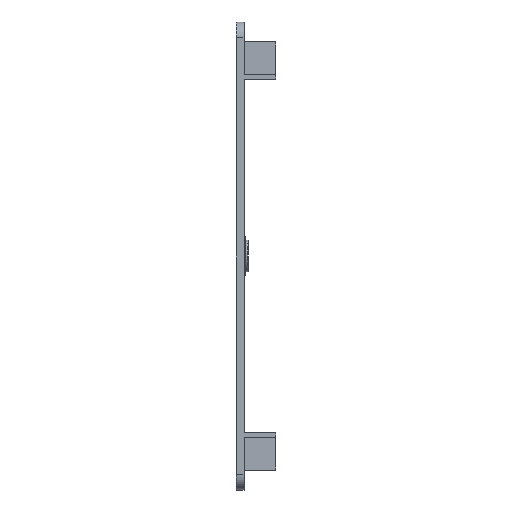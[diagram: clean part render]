
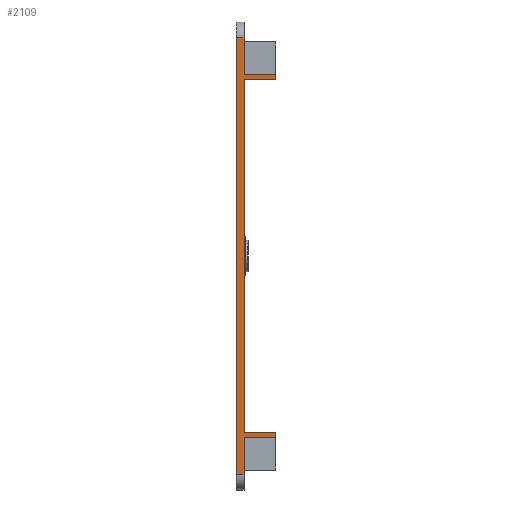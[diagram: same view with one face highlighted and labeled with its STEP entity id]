
A CAD part, left-side view. The second image highlights one B-rep face of the part: STEP entity #2109.
In plain terms, the highlighted planar face has unit normal (-1, 0, 0).
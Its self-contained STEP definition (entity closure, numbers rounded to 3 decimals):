
#4 = VECTOR ( 'NONE', #597, 1000. ) ;
#10 = DIRECTION ( 'NONE',  ( 0., 0., -1. ) ) ;
#40 = EDGE_LOOP ( 'NONE', ( #2293, #119, #1931, #375, #836, #1864, #1533, #1387, #1211, #1832, #1750, #1780 ) ) ;
#55 = VERTEX_POINT ( 'NONE', #505 ) ;
#77 = LINE ( 'NONE', #977, #1455 ) ;
#114 = CARTESIAN_POINT ( 'NONE',  ( -386.431, -2.172, 294. ) ) ;
#119 = ORIENTED_EDGE ( 'NONE', *, *, #567, .T. ) ;
#131 = DIRECTION ( 'NONE',  ( 0., 0., 1. ) ) ;
#144 = CARTESIAN_POINT ( 'NONE',  ( -386.431, -42.172, -227.92 ) ) ;
#156 = DIRECTION ( 'NONE',  ( 0., 1., 0. ) ) ;
#171 = CARTESIAN_POINT ( 'NONE',  ( -386.431, -42.172, -221.92 ) ) ;
#187 = VECTOR ( 'NONE', #1892, 1000. ) ;
#194 = CARTESIAN_POINT ( 'NONE',  ( -386.431, 7.828, 294. ) ) ;
#231 = LINE ( 'NONE', #1464, #377 ) ;
#238 = VERTEX_POINT ( 'NONE', #1932 ) ;
#243 = VECTOR ( 'NONE', #10, 1000. ) ;
#246 = EDGE_CURVE ( 'NONE', #1584, #1152, #327, .T. ) ;
#259 = LINE ( 'NONE', #114, #1155 ) ;
#281 = LINE ( 'NONE', #811, #2288 ) ;
#317 = VECTOR ( 'NONE', #156, 1000. ) ;
#327 = LINE ( 'NONE', #865, #413 ) ;
#335 = VERTEX_POINT ( 'NONE', #171 ) ;
#353 = EDGE_CURVE ( 'NONE', #1622, #1664, #1813, .T. ) ;
#375 = ORIENTED_EDGE ( 'NONE', *, *, #909, .F. ) ;
#377 = VECTOR ( 'NONE', #1679, 1000. ) ;
#384 = CARTESIAN_POINT ( 'NONE',  ( -386.431, 7.828, 274. ) ) ;
#387 = CARTESIAN_POINT ( 'NONE',  ( -386.431, -42.172, 227.92 ) ) ;
#413 = VECTOR ( 'NONE', #1729, 1000. ) ;
#458 = DIRECTION ( 'NONE',  ( 0., 0., 1. ) ) ;
#464 = DIRECTION ( 'NONE',  ( 0., 0., 1. ) ) ;
#505 = CARTESIAN_POINT ( 'NONE',  ( -386.431, 7.828, -274. ) ) ;
#550 = DIRECTION ( 'NONE',  ( 0., 1., 0. ) ) ;
#567 = EDGE_CURVE ( 'NONE', #55, #2198, #77, .T. ) ;
#595 = EDGE_CURVE ( 'NONE', #1152, #1135, #1365, .T. ) ;
#597 = DIRECTION ( 'NONE',  ( 0., 1., 0. ) ) ;
#630 = LINE ( 'NONE', #144, #992 ) ;
#634 = VERTEX_POINT ( 'NONE', #2071 ) ;
#708 = VECTOR ( 'NONE', #550, 1000. ) ;
#718 = CARTESIAN_POINT ( 'NONE',  ( -386.431, -2.172, 274. ) ) ;
#796 = CARTESIAN_POINT ( 'NONE',  ( -386.431, -2.172, -274. ) ) ;
#811 = CARTESIAN_POINT ( 'NONE',  ( -386.431, -2.172, 294. ) ) ;
#836 = ORIENTED_EDGE ( 'NONE', *, *, #1547, .T. ) ;
#860 = AXIS2_PLACEMENT_3D ( 'NONE', #194, #1035, #2135 ) ;
#865 = CARTESIAN_POINT ( 'NONE',  ( -386.431, -42.172, 227.92 ) ) ;
#909 = EDGE_CURVE ( 'NONE', #1040, #238, #1638, .T. ) ;
#926 = CARTESIAN_POINT ( 'NONE',  ( -386.431, -2.172, 227.92 ) ) ;
#949 = CARTESIAN_POINT ( 'NONE',  ( -386.431, -42.172, -227.92 ) ) ;
#977 = CARTESIAN_POINT ( 'NONE',  ( -386.431, 7.828, -274. ) ) ;
#992 = VECTOR ( 'NONE', #464, 1000. ) ;
#996 = EDGE_CURVE ( 'NONE', #634, #1664, #281, .T. ) ;
#1035 = DIRECTION ( 'NONE',  ( 1., 0., 0. ) ) ;
#1040 = VERTEX_POINT ( 'NONE', #1192 ) ;
#1112 = EDGE_CURVE ( 'NONE', #2198, #238, #259, .T. ) ;
#1135 = VERTEX_POINT ( 'NONE', #718 ) ;
#1152 = VERTEX_POINT ( 'NONE', #926 ) ;
#1155 = VECTOR ( 'NONE', #458, 1000. ) ;
#1168 = CARTESIAN_POINT ( 'NONE',  ( -386.431, -2.172, 294. ) ) ;
#1192 = CARTESIAN_POINT ( 'NONE',  ( -386.431, -42.172, -227.92 ) ) ;
#1211 = ORIENTED_EDGE ( 'NONE', *, *, #1600, .F. ) ;
#1226 = LINE ( 'NONE', #1265, #243 ) ;
#1265 = CARTESIAN_POINT ( 'NONE',  ( -386.431, -42.172, 227.92 ) ) ;
#1355 = LINE ( 'NONE', #2069, #1492 ) ;
#1365 = LINE ( 'NONE', #1168, #187 ) ;
#1387 = ORIENTED_EDGE ( 'NONE', *, *, #353, .F. ) ;
#1432 = CARTESIAN_POINT ( 'NONE',  ( -386.431, -42.172, 221.92 ) ) ;
#1450 = PLANE ( 'NONE',  #860 ) ;
#1455 = VECTOR ( 'NONE', #2058, 1000. ) ;
#1464 = CARTESIAN_POINT ( 'NONE',  ( -386.431, 7.828, 274. ) ) ;
#1492 = VECTOR ( 'NONE', #131, 1000. ) ;
#1533 = ORIENTED_EDGE ( 'NONE', *, *, #996, .T. ) ;
#1547 = EDGE_CURVE ( 'NONE', #1040, #335, #630, .T. ) ;
#1584 = VERTEX_POINT ( 'NONE', #387 ) ;
#1600 = EDGE_CURVE ( 'NONE', #1584, #1622, #1226, .T. ) ;
#1619 = EDGE_CURVE ( 'NONE', #335, #634, #1989, .T. ) ;
#1622 = VERTEX_POINT ( 'NONE', #1965 ) ;
#1632 = CARTESIAN_POINT ( 'NONE',  ( -386.431, -2.172, 221.92 ) ) ;
#1638 = LINE ( 'NONE', #949, #4 ) ;
#1664 = VERTEX_POINT ( 'NONE', #1632 ) ;
#1679 = DIRECTION ( 'NONE',  ( 0., 1., 0. ) ) ;
#1729 = DIRECTION ( 'NONE',  ( 0., 1., 0. ) ) ;
#1748 = EDGE_CURVE ( 'NONE', #1135, #2287, #231, .T. ) ;
#1750 = ORIENTED_EDGE ( 'NONE', *, *, #595, .T. ) ;
#1769 = FACE_OUTER_BOUND ( 'NONE', #40, .T. ) ;
#1780 = ORIENTED_EDGE ( 'NONE', *, *, #1748, .T. ) ;
#1784 = CARTESIAN_POINT ( 'NONE',  ( -386.431, -42.172, -221.92 ) ) ;
#1813 = LINE ( 'NONE', #1432, #708 ) ;
#1832 = ORIENTED_EDGE ( 'NONE', *, *, #246, .T. ) ;
#1864 = ORIENTED_EDGE ( 'NONE', *, *, #1619, .T. ) ;
#1892 = DIRECTION ( 'NONE',  ( 0., 0., 1. ) ) ;
#1895 = EDGE_CURVE ( 'NONE', #55, #2287, #1355, .T. ) ;
#1931 = ORIENTED_EDGE ( 'NONE', *, *, #1112, .T. ) ;
#1932 = CARTESIAN_POINT ( 'NONE',  ( -386.431, -2.172, -227.92 ) ) ;
#1965 = CARTESIAN_POINT ( 'NONE',  ( -386.431, -42.172, 221.92 ) ) ;
#1989 = LINE ( 'NONE', #1784, #317 ) ;
#2058 = DIRECTION ( 'NONE',  ( 0., -1., 0. ) ) ;
#2069 = CARTESIAN_POINT ( 'NONE',  ( -386.431, 7.828, 294. ) ) ;
#2071 = CARTESIAN_POINT ( 'NONE',  ( -386.431, -2.172, -221.92 ) ) ;
#2109 = ADVANCED_FACE ( 'NONE', ( #1769 ), #1450, .F. ) ;
#2135 = DIRECTION ( 'NONE',  ( 0., 0., -1. ) ) ;
#2198 = VERTEX_POINT ( 'NONE', #796 ) ;
#2239 = DIRECTION ( 'NONE',  ( 0., 0., 1. ) ) ;
#2287 = VERTEX_POINT ( 'NONE', #384 ) ;
#2288 = VECTOR ( 'NONE', #2239, 1000. ) ;
#2293 = ORIENTED_EDGE ( 'NONE', *, *, #1895, .F. ) ;
